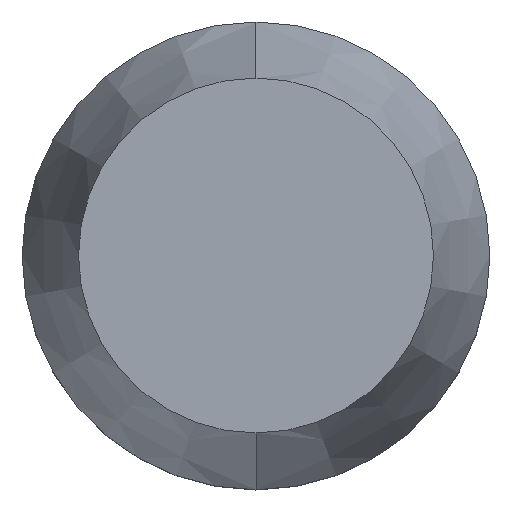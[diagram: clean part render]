
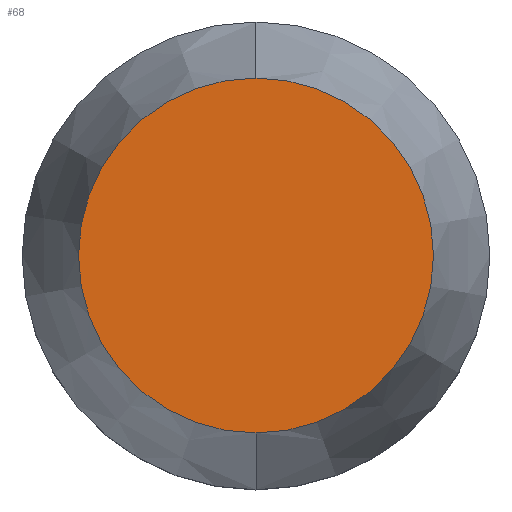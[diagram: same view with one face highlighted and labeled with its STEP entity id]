
A CAD part, top view. The second image highlights one B-rep face of the part: STEP entity #68.
In plain terms, the highlighted planar face has unit normal (0, 0, 1).
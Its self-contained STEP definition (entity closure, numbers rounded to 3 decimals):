
#68=ADVANCED_FACE('',(#172),#173,.T.);
#96=EDGE_CURVE('',#142,#152,#205,.T.);
#112=EDGE_CURVE('',#152,#142,#222,.T.);
#142=VERTEX_POINT('',#257);
#152=VERTEX_POINT('',#268);
#172=FACE_OUTER_BOUND('',#278,.T.);
#173=PLANE('',#279);
#205=CIRCLE('',#321,7.588);
#222=CIRCLE('',#347,7.588);
#257=CARTESIAN_POINT('',(0.,7.588,15.0));
#268=CARTESIAN_POINT('',(0.,-7.588,15.0));
#278=EDGE_LOOP('',(#406,#407));
#279=AXIS2_PLACEMENT_3D('',#408,#409,#410);
#321=AXIS2_PLACEMENT_3D('',#452,#453,#454);
#347=AXIS2_PLACEMENT_3D('',#472,#473,#474);
#406=ORIENTED_EDGE('',*,*,#112,.T.);
#407=ORIENTED_EDGE('',*,*,#96,.T.);
#408=CARTESIAN_POINT('',(0.,-3.794,15.0));
#409=DIRECTION('',(0.0,0.0,1.0));
#410=DIRECTION('',(0.,-1.0,0.0));
#452=CARTESIAN_POINT('',(0.,0.,15.0));
#453=DIRECTION('',(0.0,0.0,1.0));
#454=DIRECTION('',(0.,-1.0,0.0));
#472=CARTESIAN_POINT('',(0.,0.,15.0));
#473=DIRECTION('',(0.0,0.0,1.0));
#474=DIRECTION('',(0.,-1.0,0.0));
